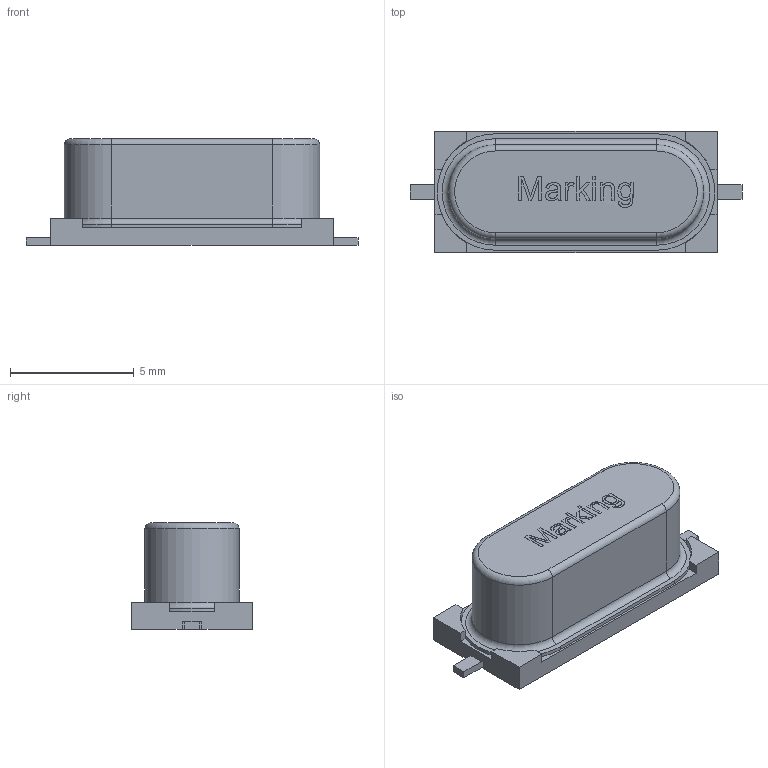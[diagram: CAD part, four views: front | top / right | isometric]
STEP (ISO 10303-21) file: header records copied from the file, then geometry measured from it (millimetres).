
FILE_DESCRIPTION(/* description */ ('Unknown'),/* implementation_level */ '2;1');
FILE_NAME(/* name */ 'Y_Wurth_WE-XTAL_Quartz-HC49-4HSMX',/* time_stamp */ '2025-09-04T10:54:43+08:00',/* author */ ('Unknown'),/* organization */ ('Unknown'),/* preprocessor_version */ 'ST-DEVELOPER v19.4',/* originating_system */ 'Solid Edge',/* authorisation */ 'Unknown');
FILE_SCHEMA (('AUTOMOTIVE_DESIGN {1 0 10303 214 3 1 1}'));
Length unit declared in the file: millimetre
Products named in the file (1): Y_Wurth_WE-XTAL_Quartz-HC49-4HSMX
Bounding box: 13.4 x 4.9 x 4.3 mm (x, y, z)
Volume: 172.4 mm3; surface area: 243 mm2
Topology: 1 solids, 1 shells, 142 faces, 380 edges, 250 vertices
Faces by surface type: plane 108, cylinder 19, bspline 11, torus 4
Entity records: 5729 total; most frequent: CARTESIAN_POINT 1411, ORIENTED_EDGE 758, DIRECTION 550, EDGE_CURVE 379, VERTEX_POINT 250, LINE 214, VECTOR 214, AXIS2_PLACEMENT_3D 168
